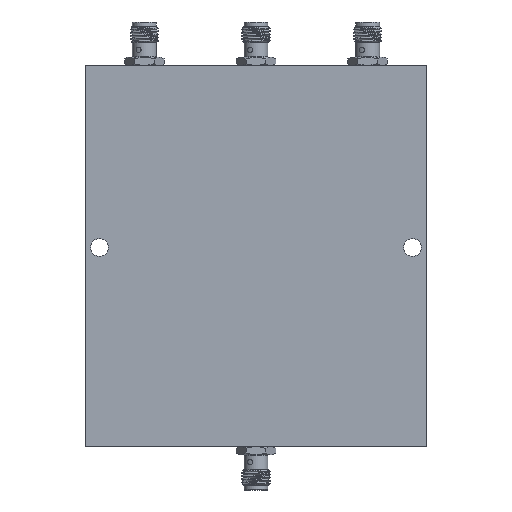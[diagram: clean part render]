
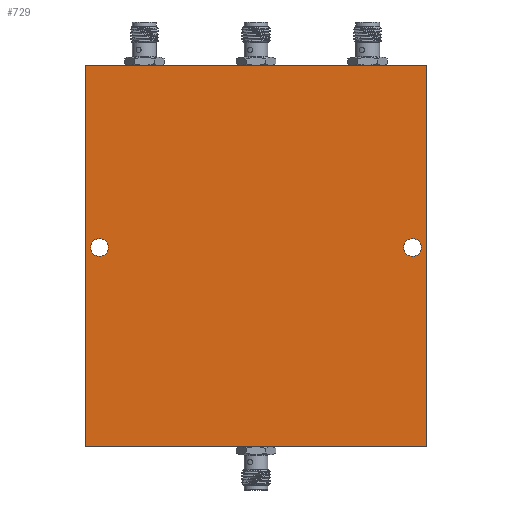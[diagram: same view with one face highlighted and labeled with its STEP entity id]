
A CAD part, front view. The second image highlights one B-rep face of the part: STEP entity #729.
In plain terms, the highlighted planar face has unit normal (0, -1, 0).
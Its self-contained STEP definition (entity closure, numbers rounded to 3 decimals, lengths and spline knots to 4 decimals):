
#39 = EDGE_LOOP ( 'NONE', ( #9046 ) ) ;
#174 = CARTESIAN_POINT ( 'NONE',  ( -1.375, -0.375, 0.075 ) ) ;
#266 = CARTESIAN_POINT ( 'NONE',  ( -1.5, -0.375, 1.675 ) ) ;
#423 = EDGE_LOOP ( 'NONE', ( #29251, #5023, #20722, #11340 ) ) ;
#729 = ADVANCED_FACE ( 'NONE', ( #5710, #12630, #7334 ), #20123, .T. ) ;
#743 = LINE ( 'NONE', #33314, #5194 ) ;
#1018 = EDGE_CURVE ( 'NONE', #31288, #5251, #2447, .T. ) ;
#1299 = LINE ( 'NONE', #9374, #18402 ) ;
#2447 = LINE ( 'NONE', #266, #16748 ) ;
#3025 = LINE ( 'NONE', #15563, #20221 ) ;
#4002 = EDGE_CURVE ( 'NONE', #24423, #31288, #743, .T. ) ;
#4477 = DIRECTION ( 'NONE',  ( 0., 0., -1. ) ) ;
#4595 = CARTESIAN_POINT ( 'NONE',  ( -1.5, -0.375, -1.675 ) ) ;
#5023 = ORIENTED_EDGE ( 'NONE', *, *, #11826, .F. ) ;
#5126 = CARTESIAN_POINT ( 'NONE',  ( 1.375, -0.375, 0.153 ) ) ;
#5194 = VECTOR ( 'NONE', #17877, 39.3701 ) ;
#5251 = VERTEX_POINT ( 'NONE', #20906 ) ;
#5407 = DIRECTION ( 'NONE',  ( 0., 0., 1. ) ) ;
#5710 = FACE_BOUND ( 'NONE', #39, .T. ) ;
#6883 = DIRECTION ( 'NONE',  ( 0., 1., 0. ) ) ;
#7173 = CARTESIAN_POINT ( 'NONE',  ( 1.5, -0.375, 1.675 ) ) ;
#7334 = FACE_BOUND ( 'NONE', #8596, .T. ) ;
#8596 = EDGE_LOOP ( 'NONE', ( #12202 ) ) ;
#9046 = ORIENTED_EDGE ( 'NONE', *, *, #16730, .T. ) ;
#9319 = AXIS2_PLACEMENT_3D ( 'NONE', #25364, #9693, #4477 ) ;
#9374 = CARTESIAN_POINT ( 'NONE',  ( -1.5, -0.375, 1.675 ) ) ;
#9693 = DIRECTION ( 'NONE',  ( 0., -1., 0. ) ) ;
#10264 = VERTEX_POINT ( 'NONE', #7173 ) ;
#10503 = DIRECTION ( 'NONE',  ( 0., 0., 1. ) ) ;
#11063 = VERTEX_POINT ( 'NONE', #5126 ) ;
#11340 = ORIENTED_EDGE ( 'NONE', *, *, #4002, .F. ) ;
#11826 = EDGE_CURVE ( 'NONE', #5251, #10264, #1299, .T. ) ;
#12202 = ORIENTED_EDGE ( 'NONE', *, *, #20894, .T. ) ;
#12630 = FACE_OUTER_BOUND ( 'NONE', #423, .T. ) ;
#13151 = DIRECTION ( 'NONE',  ( 0., 0., -1. ) ) ;
#15563 = CARTESIAN_POINT ( 'NONE',  ( 1.5, -0.375, 1.675 ) ) ;
#16597 = CIRCLE ( 'NONE', #17482, 0.078 ) ;
#16730 = EDGE_CURVE ( 'NONE', #18018, #18018, #16597, .T. ) ;
#16748 = VECTOR ( 'NONE', #10503, 39.3701 ) ;
#17078 = AXIS2_PLACEMENT_3D ( 'NONE', #27702, #6883, #25182 ) ;
#17379 = DIRECTION ( 'NONE',  ( 1., 0., 0. ) ) ;
#17482 = AXIS2_PLACEMENT_3D ( 'NONE', #174, #20757, #5407 ) ;
#17877 = DIRECTION ( 'NONE',  ( -1., 0., 0. ) ) ;
#18018 = VERTEX_POINT ( 'NONE', #33802 ) ;
#18402 = VECTOR ( 'NONE', #17379, 39.3701 ) ;
#20123 = PLANE ( 'NONE',  #9319 ) ;
#20221 = VECTOR ( 'NONE', #13151, 39.3701 ) ;
#20705 = EDGE_CURVE ( 'NONE', #10264, #24423, #3025, .T. ) ;
#20722 = ORIENTED_EDGE ( 'NONE', *, *, #1018, .F. ) ;
#20757 = DIRECTION ( 'NONE',  ( 0., 1., 0. ) ) ;
#20894 = EDGE_CURVE ( 'NONE', #11063, #11063, #25120, .T. ) ;
#20906 = CARTESIAN_POINT ( 'NONE',  ( -1.5, -0.375, 1.675 ) ) ;
#24082 = CARTESIAN_POINT ( 'NONE',  ( 1.5, -0.375, -1.675 ) ) ;
#24423 = VERTEX_POINT ( 'NONE', #24082 ) ;
#25120 = CIRCLE ( 'NONE', #17078, 0.078 ) ;
#25182 = DIRECTION ( 'NONE',  ( 0., 0., 1. ) ) ;
#25364 = CARTESIAN_POINT ( 'NONE',  ( 0., -0.375, 0. ) ) ;
#27702 = CARTESIAN_POINT ( 'NONE',  ( 1.375, -0.375, 0.075 ) ) ;
#29251 = ORIENTED_EDGE ( 'NONE', *, *, #20705, .F. ) ;
#31288 = VERTEX_POINT ( 'NONE', #4595 ) ;
#33314 = CARTESIAN_POINT ( 'NONE',  ( -1.5, -0.375, -1.675 ) ) ;
#33802 = CARTESIAN_POINT ( 'NONE',  ( -1.375, -0.375, 0.153 ) ) ;
